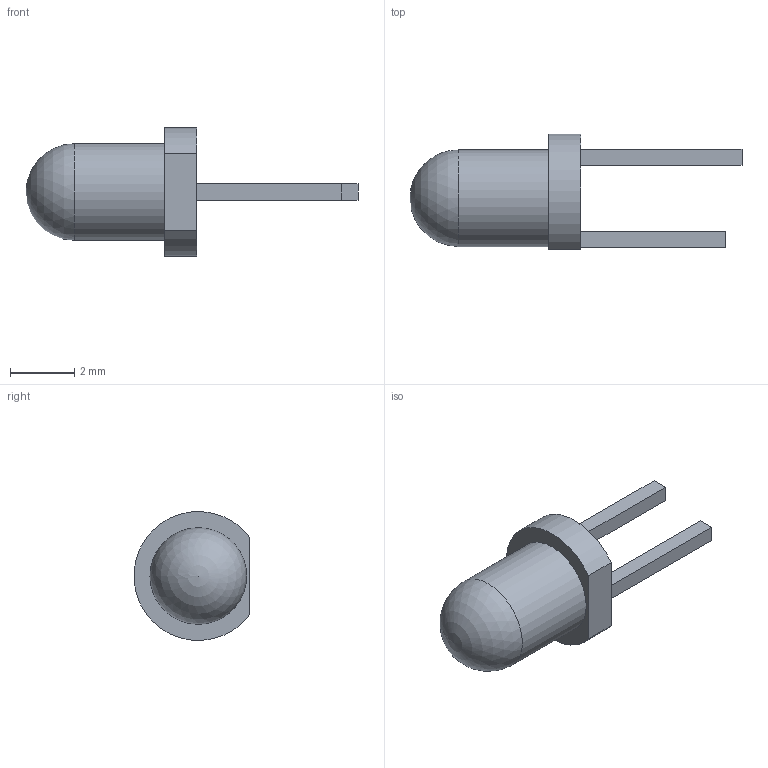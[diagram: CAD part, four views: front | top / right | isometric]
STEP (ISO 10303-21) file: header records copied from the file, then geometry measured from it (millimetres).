
FILE_DESCRIPTION(('FreeCAD Model'),'2;1');
FILE_NAME('Open CASCADE Shape Model','2022-11-08T17:40:09',('Author'),( ''),'Open CASCADE STEP processor 7.5','FreeCAD','Unknown');
FILE_SCHEMA(('AUTOMOTIVE_DESIGN { 1 0 10303 214 1 1 1 1 }'));
Length unit declared in the file: millimetre
Products named in the file (4): led; led_body; pin_anode; pin_cathode
Assembly tree (3 placements, depth 2):
  led
    led_body
    pin_anode
    pin_cathode
Bounding box: 10.3 x 3.59 x 3.99 mm (x, y, z)
Volume: 41.1 mm3; surface area: 89.7 mm2
Topology: 3 solids, 3 shells, 18 faces, 35 edges, 23 vertices
Faces by surface type: plane 15, cylinder 2, sphere 1
Full cylindrical faces by diameter (mm): 3 x1
Entity records: 989 total; most frequent: CARTESIAN_POINT 153, DIRECTION 150, LINE 94, VECTOR 94, ORIENTED_EDGE 68, PCURVE 68, DEFINITIONAL_REPRESENTATION 68, EDGE_CURVE 34
